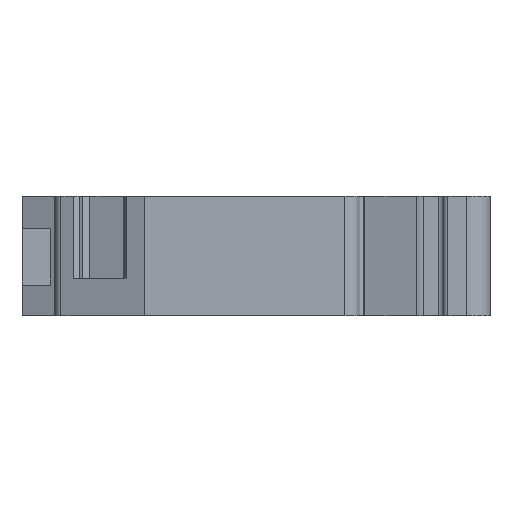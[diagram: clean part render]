
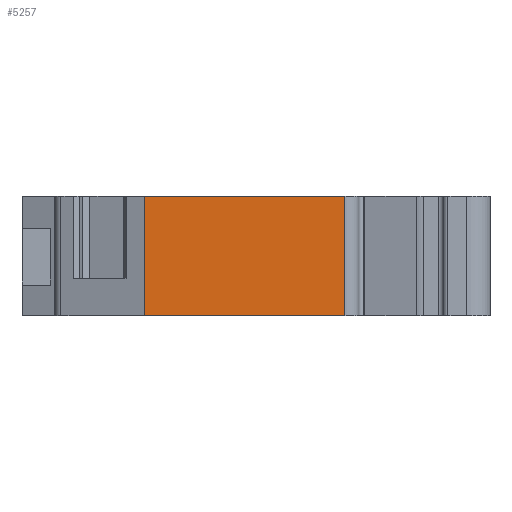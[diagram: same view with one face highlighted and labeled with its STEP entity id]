
A CAD part, left-side view. The second image highlights one B-rep face of the part: STEP entity #5257.
In plain terms, the highlighted planar face has unit normal (-1, 0, 0).
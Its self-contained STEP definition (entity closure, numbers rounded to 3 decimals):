
#730=DIRECTION('',(0.,1.,0.));
#731=VECTOR('',#730,21.384);
#732=CARTESIAN_POINT('',(-35.2,6.7,2.8));
#733=LINE('',#732,#731);
#1278=DIRECTION('',(0.,-1.,0.));
#1279=VECTOR('',#1278,21.384);
#1280=CARTESIAN_POINT('',(-35.2,28.084,-10.));
#1281=LINE('',#1280,#1279);
#1829=DIRECTION('',(0.,0.,1.));
#1830=VECTOR('',#1829,12.8);
#1831=CARTESIAN_POINT('',(-35.2,28.084,-10.));
#1832=LINE('',#1831,#1830);
#1836=DIRECTION('',(0.,0.,1.));
#1837=VECTOR('',#1836,12.8);
#1838=CARTESIAN_POINT('',(-35.2,6.7,-10.));
#1839=LINE('',#1838,#1837);
#3571=CARTESIAN_POINT('',(-35.2,6.7,2.8));
#3572=VERTEX_POINT('',#3571);
#3573=CARTESIAN_POINT('',(-35.2,28.084,2.8));
#3574=VERTEX_POINT('',#3573);
#3767=CARTESIAN_POINT('',(-35.2,28.084,-10.));
#3768=VERTEX_POINT('',#3767);
#3773=CARTESIAN_POINT('',(-35.2,6.7,-10.));
#3774=VERTEX_POINT('',#3773);
#5245=CARTESIAN_POINT('',(-35.2,5.2,-10.));
#5246=DIRECTION('',(-1.,0.,0.));
#5247=DIRECTION('',(0.,-1.,0.));
#5248=AXIS2_PLACEMENT_3D('',#5245,#5246,#5247);
#5249=PLANE('',#5248);
#5251=ORIENTED_EDGE('',*,*,#5250,.F.);
#5252=ORIENTED_EDGE('',*,*,#4935,.F.);
#5253=ORIENTED_EDGE('',*,*,#5223,.T.);
#5254=ORIENTED_EDGE('',*,*,#4545,.F.);
#5255=EDGE_LOOP('',(#5251,#5252,#5253,#5254));
#5256=FACE_OUTER_BOUND('',#5255,.F.);
#4545=EDGE_CURVE('',#3572,#3574,#733,.T.);
#4935=EDGE_CURVE('',#3768,#3774,#1281,.T.);
#5223=EDGE_CURVE('',#3768,#3574,#1832,.T.);
#5250=EDGE_CURVE('',#3774,#3572,#1839,.T.);
#5257=ADVANCED_FACE('',(#5256),#5249,.T.);
